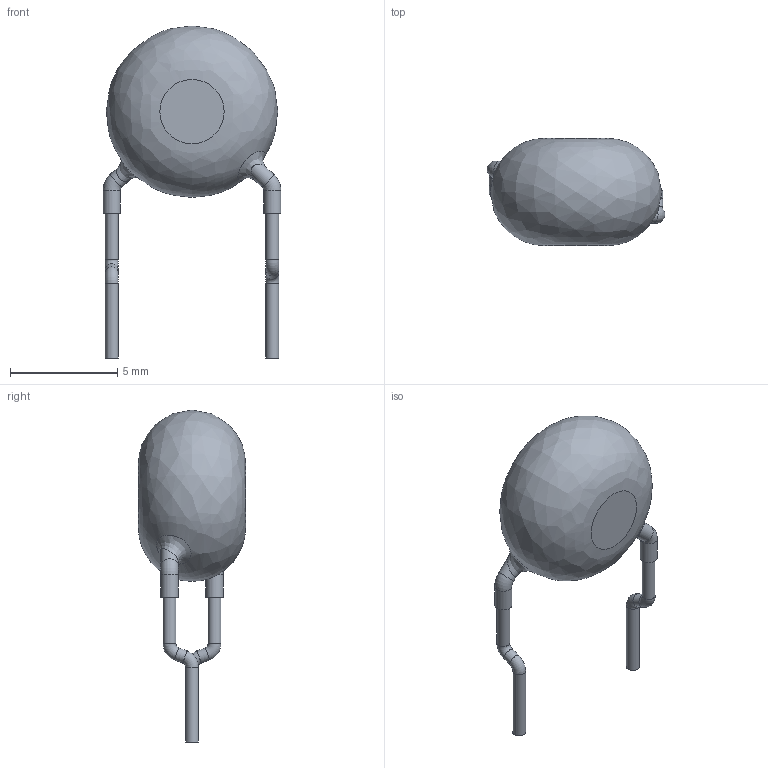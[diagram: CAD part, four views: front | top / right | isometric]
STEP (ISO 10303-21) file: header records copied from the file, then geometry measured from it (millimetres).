
FILE_DESCRIPTION(/* description */ (''),/* implementation_level */ '2;1');
FILE_NAME(/* name */ 'Vishay_VY2152M31Y5US63V7.step',/* time_stamp */ '2024-04-16T11:43:54-07:00',/* author */ (''),/* organization */ (''),/* preprocessor_version */ 'ST-DEVELOPER v20',/* originating_system */ 'Autodesk Translation Framework v12.20.1.177',/* authorisation */ '');
FILE_SCHEMA (('AUTOMOTIVE_DESIGN { 1 0 10303 214 3 1 1 }'));
Length unit declared in the file: millimetre
Products named in the file (1): Vishay_VY2152M31Y5US63V7
Bounding box: 8.3 x 5 x 15.5 mm (x, y, z)
Volume: 200.3 mm3; surface area: 206.8 mm2
Topology: 1 solids, 1 shells, 25 faces, 53 edges, 34 vertices
Faces by surface type: cylinder 10, plane 6, torus 6, bspline 3
Full cylindrical faces by diameter (mm): 0.6 x6, 0.8 x4
Entity records: 1127 total; most frequent: CARTESIAN_POINT 499, DIRECTION 126, ORIENTED_EDGE 106, AXIS2_PLACEMENT_3D 58, EDGE_CURVE 53, CIRCLE 35, VERTEX_POINT 34, EDGE_LOOP 29
